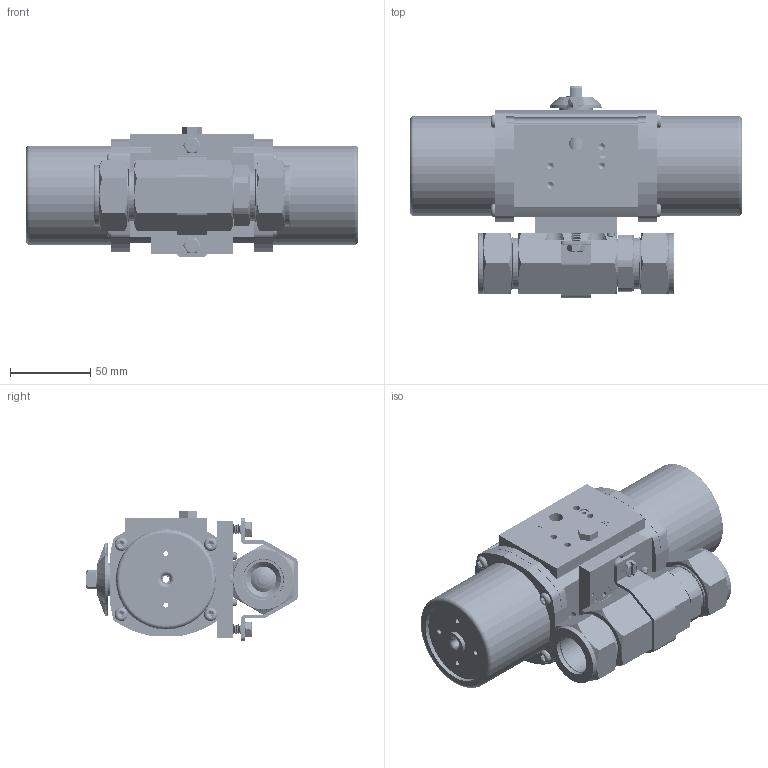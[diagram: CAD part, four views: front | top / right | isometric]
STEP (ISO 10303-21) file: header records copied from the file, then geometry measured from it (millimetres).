
FILE_DESCRIPTION (( 'STEP AP203' ), '1' );
FILE_NAME ('8206XXC16A512SR.step', '2018-03-12T15:52:54', ( '' ), ( '' ), 'SwSTEP 2.0', 'SolidWorks 2017', '' );
FILE_SCHEMA (( 'CONFIG_CONTROL_DESIGN' ));
Products named in the file (1): 8206XXC16A512SR
Bounding box: 206.38 x 131.43 x 80.39 mm (x, y, z)
Volume: 514422.7 mm3; surface area: 236924.2 mm2
Topology: 55 solids, 55 shells, 3929 faces, 10375 edges, 6536 vertices
Faces by surface type: cylinder 2096, cone 881, plane 640, bspline 184, torus 122, sphere 6
Entity records: 200822 total; most frequent: CARTESIAN_POINT 110663, ORIENTED_EDGE 20494, DIRECTION 17794, EDGE_CURVE 10247, AXIS2_PLACEMENT_3D 6993, VERTEX_POINT 6532, EDGE_LOOP 4205, ADVANCED_FACE 3929
